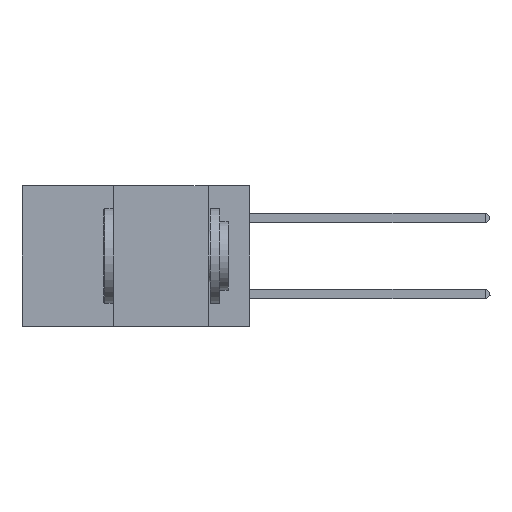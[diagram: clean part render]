
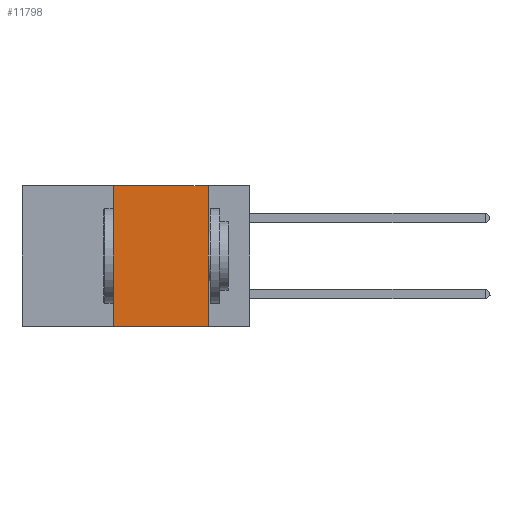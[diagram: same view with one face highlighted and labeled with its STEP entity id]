
A CAD part, left-side view. The second image highlights one B-rep face of the part: STEP entity #11798.
In plain terms, the highlighted planar face has unit normal (-1, 0, 0).
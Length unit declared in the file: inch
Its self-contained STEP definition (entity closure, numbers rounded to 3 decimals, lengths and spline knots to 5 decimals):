
#13 = CARTESIAN_POINT ( 'NONE',  ( 0., 0.36, -0.37 ) ) ;
#389 = DIRECTION ( 'NONE',  ( 0., -1., 0. ) ) ;
#985 = PLANE ( 'NONE',  #5934 ) ;
#1814 = ORIENTED_EDGE ( 'NONE', *, *, #12151, .F. ) ;
#3104 = CARTESIAN_POINT ( 'NONE',  ( 0., 0.6, -0.37 ) ) ;
#3849 = DIRECTION ( 'NONE',  ( 0., 0., 1. ) ) ;
#4174 = EDGE_CURVE ( 'NONE', #11924, #7632, #9867, .T. ) ;
#4436 = VERTEX_POINT ( 'NONE', #8181 ) ;
#5619 = LINE ( 'NONE', #3104, #11302 ) ;
#5855 = EDGE_CURVE ( 'NONE', #9679, #7632, #5619, .T. ) ;
#5934 = AXIS2_PLACEMENT_3D ( 'NONE', #12314, #9492, #10457 ) ;
#6243 = EDGE_LOOP ( 'NONE', ( #9033, #9483, #1814, #12248 ) ) ;
#6307 = VECTOR ( 'NONE', #11768, 39.37008 ) ;
#6916 = VECTOR ( 'NONE', #3849, 39.37008 ) ;
#7056 = LINE ( 'NONE', #10752, #6307 ) ;
#7341 = VECTOR ( 'NONE', #10579, 39.37008 ) ;
#7632 = VERTEX_POINT ( 'NONE', #9305 ) ;
#7670 = CARTESIAN_POINT ( 'NONE',  ( 0., 0.36, 0. ) ) ;
#7987 = LINE ( 'NONE', #7670, #6916 ) ;
#8181 = CARTESIAN_POINT ( 'NONE',  ( 0., 0.36, 0. ) ) ;
#8797 = EDGE_CURVE ( 'NONE', #4436, #11924, #7056, .T. ) ;
#9033 = ORIENTED_EDGE ( 'NONE', *, *, #4174, .F. ) ;
#9305 = CARTESIAN_POINT ( 'NONE',  ( 0., 0.11, -0.37 ) ) ;
#9483 = ORIENTED_EDGE ( 'NONE', *, *, #8797, .F. ) ;
#9492 = DIRECTION ( 'NONE',  ( 1., 0., 0. ) ) ;
#9647 = CARTESIAN_POINT ( 'NONE',  ( 0., 0.11, 0. ) ) ;
#9679 = VERTEX_POINT ( 'NONE', #13 ) ;
#9867 = LINE ( 'NONE', #9647, #7341 ) ;
#10004 = CARTESIAN_POINT ( 'NONE',  ( 0., 0.11, 0. ) ) ;
#10219 = FACE_OUTER_BOUND ( 'NONE', #6243, .T. ) ;
#10457 = DIRECTION ( 'NONE',  ( 0., 0., -1. ) ) ;
#10579 = DIRECTION ( 'NONE',  ( 0., 0., -1. ) ) ;
#10752 = CARTESIAN_POINT ( 'NONE',  ( 0., 0.6, 0. ) ) ;
#11302 = VECTOR ( 'NONE', #389, 39.37008 ) ;
#11768 = DIRECTION ( 'NONE',  ( 0., -1., 0. ) ) ;
#11798 = ADVANCED_FACE ( 'NONE', ( #10219 ), #985, .F. ) ;
#11924 = VERTEX_POINT ( 'NONE', #10004 ) ;
#12151 = EDGE_CURVE ( 'NONE', #9679, #4436, #7987, .T. ) ;
#12248 = ORIENTED_EDGE ( 'NONE', *, *, #5855, .T. ) ;
#12314 = CARTESIAN_POINT ( 'NONE',  ( 0., 0.6, 0. ) ) ;
